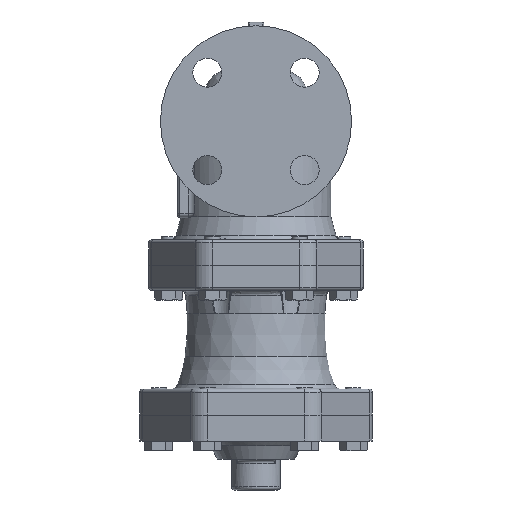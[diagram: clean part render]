
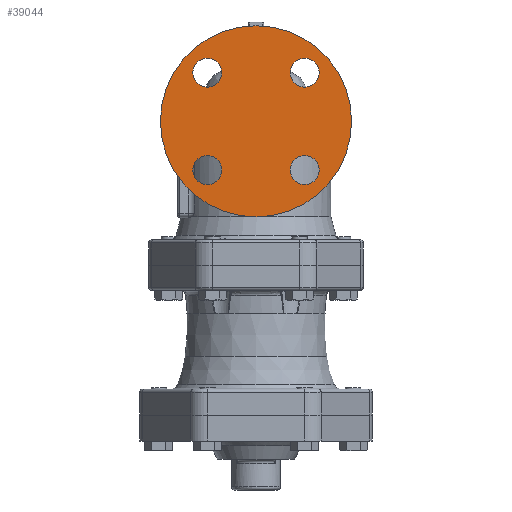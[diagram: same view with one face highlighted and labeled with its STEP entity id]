
A CAD part, left-side view. The second image highlights one B-rep face of the part: STEP entity #39044.
In plain terms, the highlighted planar face has unit normal (-1, 0, 0).
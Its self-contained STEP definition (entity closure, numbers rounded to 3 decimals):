
#38984=CARTESIAN_POINT('',(-95.0,0.,92.318));
#38985=DIRECTION('',(1.0,0.0,0.0));
#38986=DIRECTION('',(0.0,0.0,-1.0));
#38987=AXIS2_PLACEMENT_3D('',#38984,#38985,#38986);
#38988=PLANE('',#38987);
#38989=CARTESIAN_POINT('',(-95.,0.0,156.5));
#38990=VERTEX_POINT('',#38989);
#38991=CARTESIAN_POINT('',(-95.,0.0,94.));
#38992=DIRECTION('',(-1.0,0.0,0.0));
#38993=DIRECTION('',(0.0,0.0,1.0));
#38994=AXIS2_PLACEMENT_3D('',#38991,#38992,#38993);
#38995=CIRCLE('',#38994,62.5);
#38996=EDGE_CURVE('',#38990,#38990,#38995,.T.);
#38997=ORIENTED_EDGE('',*,*,#38996,.T.);
#38998=EDGE_LOOP('',(#38997));
#38999=FACE_OUTER_BOUND('',#38998,.T.);
#39000=CARTESIAN_POINT('',(-95.,31.82,116.32));
#39001=VERTEX_POINT('',#39000);
#39002=CARTESIAN_POINT('',(-95.0,31.82,125.82));
#39003=DIRECTION('',(1.0,0.0,0.0));
#39004=DIRECTION('',(0.0,0.0,-1.0));
#39005=AXIS2_PLACEMENT_3D('',#39002,#39003,#39004);
#39006=CIRCLE('',#39005,9.5);
#39007=EDGE_CURVE('',#39001,#39001,#39006,.T.);
#39008=ORIENTED_EDGE('',*,*,#39007,.T.);
#39009=EDGE_LOOP('',(#39008));
#39010=FACE_BOUND('',#39009,.T.);
#39011=CARTESIAN_POINT('',(-95.,22.32,62.18));
#39012=VERTEX_POINT('',#39011);
#39013=CARTESIAN_POINT('',(-95.0,31.82,62.18));
#39014=DIRECTION('',(1.0,0.0,0.0));
#39015=DIRECTION('',(0.0,-1.0,0.0));
#39016=AXIS2_PLACEMENT_3D('',#39013,#39014,#39015);
#39017=CIRCLE('',#39016,9.5);
#39018=EDGE_CURVE('',#39012,#39012,#39017,.T.);
#39019=ORIENTED_EDGE('',*,*,#39018,.T.);
#39020=EDGE_LOOP('',(#39019));
#39021=FACE_BOUND('',#39020,.T.);
#39022=CARTESIAN_POINT('',(-95.,-31.82,71.68));
#39023=VERTEX_POINT('',#39022);
#39024=CARTESIAN_POINT('',(-95.0,-31.82,62.18));
#39025=DIRECTION('',(1.0,0.0,0.0));
#39026=DIRECTION('',(0.0,0.0,1.0));
#39027=AXIS2_PLACEMENT_3D('',#39024,#39025,#39026);
#39028=CIRCLE('',#39027,9.5);
#39029=EDGE_CURVE('',#39023,#39023,#39028,.T.);
#39030=ORIENTED_EDGE('',*,*,#39029,.T.);
#39031=EDGE_LOOP('',(#39030));
#39032=FACE_BOUND('',#39031,.T.);
#39033=CARTESIAN_POINT('',(-95.,-22.32,125.82));
#39034=VERTEX_POINT('',#39033);
#39035=CARTESIAN_POINT('',(-95.0,-31.82,125.82));
#39036=DIRECTION('',(1.0,0.0,0.0));
#39037=DIRECTION('',(0.0,1.0,0.0));
#39038=AXIS2_PLACEMENT_3D('',#39035,#39036,#39037);
#39039=CIRCLE('',#39038,9.5);
#39040=EDGE_CURVE('',#39034,#39034,#39039,.T.);
#39041=ORIENTED_EDGE('',*,*,#39040,.T.);
#39042=EDGE_LOOP('',(#39041));
#39043=FACE_BOUND('',#39042,.T.);
#39044=ADVANCED_FACE('',(#38999,#39010,#39021,#39032,#39043),#38988,.F.);
